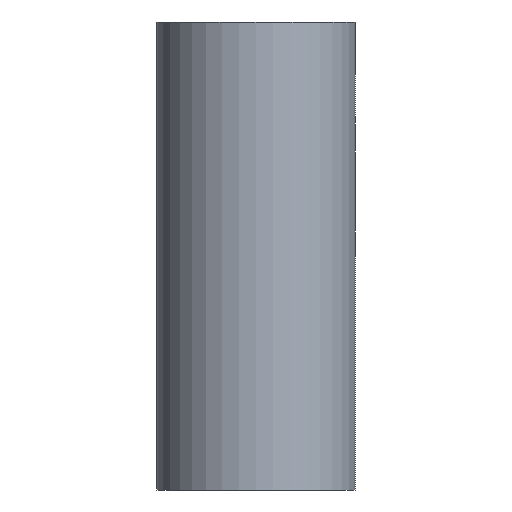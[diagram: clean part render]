
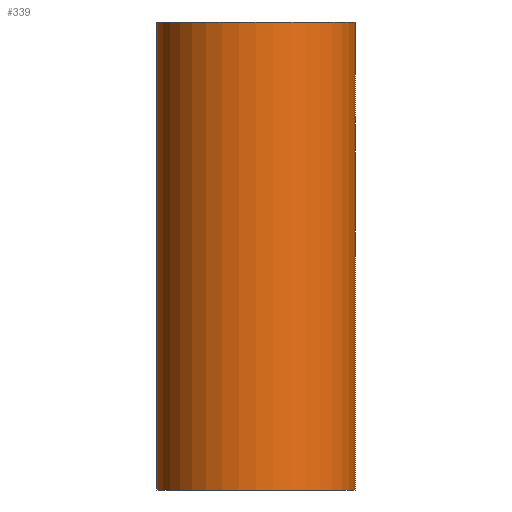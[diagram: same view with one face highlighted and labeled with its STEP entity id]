
A CAD part, left-side view. The second image highlights one B-rep face of the part: STEP entity #339.
In plain terms, the highlighted cylindrical face has radius 19.05 mm (diameter 38.1 mm), a full revolution.
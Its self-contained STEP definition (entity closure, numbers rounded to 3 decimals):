
#216=CARTESIAN_POINT('',(0.0,0.0,-90.0));
#217=DIRECTION('',(0.0,0.0,1.0));
#218=DIRECTION('',(-1.0,0.0,0.0));
#219=AXIS2_PLACEMENT_3D('',#216,#217,#218);
#220=CYLINDRICAL_SURFACE('',#219,19.05);
#221=CARTESIAN_POINT('',(19.05,0.,-90.0));
#222=VERTEX_POINT('',#221);
#223=CARTESIAN_POINT('',(0.0,0.0,-90.0));
#224=DIRECTION('',(0.0,0.0,-1.0));
#225=DIRECTION('',(-1.0,0.0,0.0));
#226=AXIS2_PLACEMENT_3D('',#223,#224,#225);
#227=CIRCLE('',#226,19.05);
#228=EDGE_CURVE('',#222,#222,#227,.T.);
#229=ORIENTED_EDGE('',*,*,#228,.F.);
#230=EDGE_LOOP('',(#229));
#231=FACE_OUTER_BOUND('',#230,.T.);
#232=CARTESIAN_POINT('',(0.,-19.05,0.));
#233=VERTEX_POINT('',#232);
#234=CARTESIAN_POINT('',(0.,19.05,0.));
#235=VERTEX_POINT('',#234);
#236=CARTESIAN_POINT('',(0.,-19.05,0.));
#237=CARTESIAN_POINT('',(0.,-19.05,-0.083));
#238=CARTESIAN_POINT('',(0.,-19.05,-0.165));
#239=CARTESIAN_POINT('',(0.,-19.05,-0.248));
#240=CARTESIAN_POINT('',(0.012,-19.05,-4.384));
#241=CARTESIAN_POINT('',(0.307,-19.054,-8.281));
#242=CARTESIAN_POINT('',(0.791,-19.034,-11.929));
#243=CARTESIAN_POINT('',(1.089,-19.021,-14.181));
#244=CARTESIAN_POINT('',(1.46,-18.999,-16.339));
#245=CARTESIAN_POINT('',(1.881,-18.957,-18.401));
#246=CARTESIAN_POINT('',(2.105,-18.935,-19.496));
#247=CARTESIAN_POINT('',(2.343,-18.907,-20.563));
#248=CARTESIAN_POINT('',(2.593,-18.873,-21.605));
#249=CARTESIAN_POINT('',(3.933,-18.689,-27.186));
#250=CARTESIAN_POINT('',(5.681,-18.301,-32.314));
#251=CARTESIAN_POINT('',(7.587,-17.474,-36.954));
#252=CARTESIAN_POINT('',(7.968,-17.308,-37.883));
#253=CARTESIAN_POINT('',(8.356,-17.125,-38.793));
#254=CARTESIAN_POINT('',(8.749,-16.922,-39.683));
#255=CARTESIAN_POINT('',(9.064,-16.759,-40.398));
#256=CARTESIAN_POINT('',(9.381,-16.584,-41.098));
#257=CARTESIAN_POINT('',(9.695,-16.398,-41.775));
#258=CARTESIAN_POINT('',(10.507,-15.918,-43.524));
#259=CARTESIAN_POINT('',(11.307,-15.364,-45.138));
#260=CARTESIAN_POINT('',(12.076,-14.733,-46.623));
#261=CARTESIAN_POINT('',(12.551,-14.344,-47.54));
#262=CARTESIAN_POINT('',(13.015,-13.926,-48.407));
#263=CARTESIAN_POINT('',(13.462,-13.478,-49.226));
#264=CARTESIAN_POINT('',(13.708,-13.233,-49.676));
#265=CARTESIAN_POINT('',(13.949,-12.979,-50.11));
#266=CARTESIAN_POINT('',(14.191,-12.709,-50.541));
#267=CARTESIAN_POINT('',(14.817,-12.01,-51.655));
#268=CARTESIAN_POINT('',(15.437,-11.214,-52.722));
#269=CARTESIAN_POINT('',(16.019,-10.31,-53.697));
#270=CARTESIAN_POINT('',(16.224,-9.992,-54.04));
#271=CARTESIAN_POINT('',(16.424,-9.66,-54.372));
#272=CARTESIAN_POINT('',(16.617,-9.315,-54.691));
#273=CARTESIAN_POINT('',(16.8,-8.99,-54.991));
#274=CARTESIAN_POINT('',(16.973,-8.659,-55.273));
#275=CARTESIAN_POINT('',(17.136,-8.323,-55.538));
#276=CARTESIAN_POINT('',(17.717,-7.126,-56.479));
#277=CARTESIAN_POINT('',(18.173,-5.868,-57.196));
#278=CARTESIAN_POINT('',(18.493,-4.573,-57.695));
#279=CARTESIAN_POINT('',(18.639,-3.981,-57.923));
#280=CARTESIAN_POINT('',(18.76,-3.373,-58.11));
#281=CARTESIAN_POINT('',(18.85,-2.75,-58.25));
#282=CARTESIAN_POINT('',(18.943,-2.118,-58.393));
#283=CARTESIAN_POINT('',(19.005,-1.468,-58.488));
#284=CARTESIAN_POINT('',(19.033,-0.812,-58.531));
#285=CARTESIAN_POINT('',(19.075,0.172,-58.596));
#286=CARTESIAN_POINT('',(19.04,1.153,-58.543));
#287=CARTESIAN_POINT('',(18.932,2.121,-58.375));
#288=CARTESIAN_POINT('',(18.863,2.735,-58.269));
#289=CARTESIAN_POINT('',(18.765,3.334,-58.119));
#290=CARTESIAN_POINT('',(18.643,3.915,-57.929));
#291=CARTESIAN_POINT('',(18.515,4.528,-57.729));
#292=CARTESIAN_POINT('',(18.358,5.122,-57.485));
#293=CARTESIAN_POINT('',(18.179,5.694,-57.204));
#294=CARTESIAN_POINT('',(18.038,6.145,-56.981));
#295=CARTESIAN_POINT('',(17.882,6.585,-56.735));
#296=CARTESIAN_POINT('',(17.709,7.02,-56.46));
#297=CARTESIAN_POINT('',(17.191,8.328,-55.633));
#298=CARTESIAN_POINT('',(16.528,9.575,-54.561));
#299=CARTESIAN_POINT('',(15.74,10.731,-53.228));
#300=CARTESIAN_POINT('',(15.23,11.479,-52.365));
#301=CARTESIAN_POINT('',(14.671,12.184,-51.399));
#302=CARTESIAN_POINT('',(14.072,12.84,-50.329));
#303=CARTESIAN_POINT('',(13.308,13.678,-48.962));
#304=CARTESIAN_POINT('',(12.479,14.436,-47.425));
#305=CARTESIAN_POINT('',(11.607,15.106,-45.708));
#306=CARTESIAN_POINT('',(11.23,15.396,-44.965));
#307=CARTESIAN_POINT('',(10.844,15.669,-44.187));
#308=CARTESIAN_POINT('',(10.459,15.922,-43.389));
#309=CARTESIAN_POINT('',(9.207,16.745,-40.791));
#310=CARTESIAN_POINT('',(7.948,17.36,-37.95));
#311=CARTESIAN_POINT('',(6.756,17.812,-34.873));
#312=CARTESIAN_POINT('',(6.061,18.075,-33.08));
#313=CARTESIAN_POINT('',(5.389,18.283,-31.207));
#314=CARTESIAN_POINT('',(4.755,18.447,-29.257));
#315=CARTESIAN_POINT('',(4.31,18.562,-27.887));
#316=CARTESIAN_POINT('',(3.884,18.654,-26.48));
#317=CARTESIAN_POINT('',(3.478,18.73,-25.021));
#318=CARTESIAN_POINT('',(2.237,18.96,-20.558));
#319=CARTESIAN_POINT('',(1.203,19.022,-15.646));
#320=CARTESIAN_POINT('',(0.593,19.041,-10.33));
#321=CARTESIAN_POINT('',(0.224,19.052,-7.113));
#322=CARTESIAN_POINT('',(0.01,19.05,-3.749));
#323=CARTESIAN_POINT('',(0.,19.05,-0.248));
#324=CARTESIAN_POINT('',(0.,19.05,-0.165));
#325=CARTESIAN_POINT('',(0.,19.05,-0.083));
#326=CARTESIAN_POINT('',(0.,19.05,0.));
#327=B_SPLINE_CURVE_WITH_KNOTS('',3,(#236,#237,#238,#239,#240,#241,#242,#243,#244,#245,#246,#247,#248,#249,#250,#251,#252,#253,#254,#255,#256,#257,#258,#259,#260,#261,#262,#263,#264,#265,#266,#267,#268,#269,#270,#271,#272,#273,#274,#275,#276,#277,#278,#279,#280,#281,#282,#283,#284,#285,#286,#287,#288,#289,#290,#291,#292,#293,#294,#295,#296,#297,#298,#299,#300,#301,#302,#303,#304,#305,#306,#307,#308,#309,#310,#311,#312,#313,#314,#315,#316,#317,#318,#319,#320,#321,#322,#323,#324,#325,#326),.UNSPECIFIED.,.F.,.U.,(4,3,3,3,3,3,3,3,3,3,3,3,3,3,3,3,3,3,3,3,3,3,3,3,3,3,3,3,3,3,4),(-22.972,-22.943,-21.509,-20.624,-20.153,-17.634,-17.13,-16.725,-15.679,-15.034,-14.679,-13.762,-13.439,-13.136,-12.054,-11.56,-11.058,-10.305,-9.828,-9.324,-8.927,-7.733,-6.961,-5.975,-5.549,-4.162,-3.353,-2.786,-1.05,0.0,0.025),.UNSPECIFIED.);
#328=EDGE_CURVE('',#233,#235,#327,.T.);
#329=ORIENTED_EDGE('',*,*,#328,.F.);
#330=CARTESIAN_POINT('',(0.0,0.0,0.0));
#331=DIRECTION('',(0.0,0.0,-1.0));
#332=DIRECTION('',(-1.0,0.0,0.0));
#333=AXIS2_PLACEMENT_3D('',#330,#331,#332);
#334=CIRCLE('',#333,19.05);
#335=EDGE_CURVE('',#233,#235,#334,.T.);
#336=ORIENTED_EDGE('',*,*,#335,.T.);
#337=EDGE_LOOP('',(#329,#336));
#338=FACE_BOUND('',#337,.T.);
#339=ADVANCED_FACE('',(#231,#338),#220,.T.);
